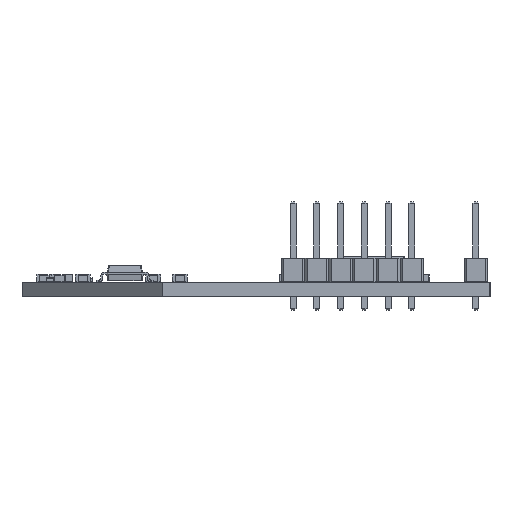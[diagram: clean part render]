
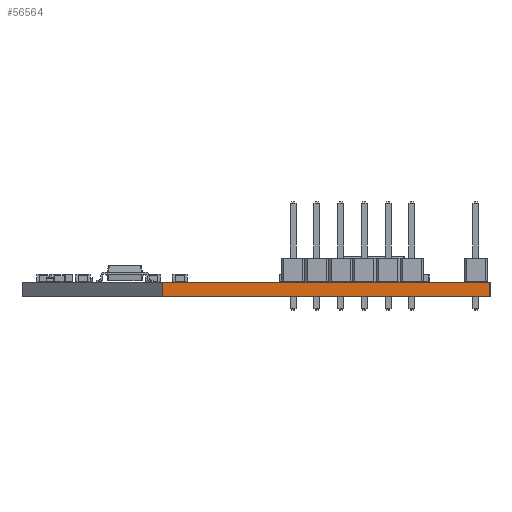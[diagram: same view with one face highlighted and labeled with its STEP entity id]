
A CAD part, left-side view. The second image highlights one B-rep face of the part: STEP entity #56564.
In plain terms, the highlighted planar face has unit normal (-1, 0, 0).
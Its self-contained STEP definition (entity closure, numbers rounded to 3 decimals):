
#54625 = VERTEX_POINT('',#54626);
#54626 = CARTESIAN_POINT('',(60.5,-129.5,0.));
#54632 = EDGE_CURVE('',#54633,#54625,#54635,.T.);
#54633 = VERTEX_POINT('',#54634);
#54634 = CARTESIAN_POINT('',(60.5,-164.5,0.));
#54635 = LINE('',#54636,#54637);
#54636 = CARTESIAN_POINT('',(60.5,-164.5,0.));
#54637 = VECTOR('',#54638,1.);
#54638 = DIRECTION('',(0.,1.,0.));
#55581 = VERTEX_POINT('',#55582);
#55582 = CARTESIAN_POINT('',(60.5,-129.5,1.51));
#55588 = EDGE_CURVE('',#55589,#55581,#55591,.T.);
#55589 = VERTEX_POINT('',#55590);
#55590 = CARTESIAN_POINT('',(60.5,-164.5,1.51));
#55591 = LINE('',#55592,#55593);
#55592 = CARTESIAN_POINT('',(60.5,-164.5,1.51));
#55593 = VECTOR('',#55594,1.);
#55594 = DIRECTION('',(0.,1.,0.));
#56534 = EDGE_CURVE('',#54625,#55581,#56535,.T.);
#56535 = LINE('',#56536,#56537);
#56536 = CARTESIAN_POINT('',(60.5,-129.5,0.));
#56537 = VECTOR('',#56538,1.);
#56538 = DIRECTION('',(0.,0.,1.));
#56564 = ADVANCED_FACE('',(#56565),#56576,.T.);
#56565 = FACE_BOUND('',#56566,.T.);
#56566 = EDGE_LOOP('',(#56567,#56573,#56574,#56575));
#56567 = ORIENTED_EDGE('',*,*,#56568,.T.);
#56568 = EDGE_CURVE('',#54633,#55589,#56569,.T.);
#56569 = LINE('',#56570,#56571);
#56570 = CARTESIAN_POINT('',(60.5,-164.5,0.));
#56571 = VECTOR('',#56572,1.);
#56572 = DIRECTION('',(0.,0.,1.));
#56573 = ORIENTED_EDGE('',*,*,#55588,.T.);
#56574 = ORIENTED_EDGE('',*,*,#56534,.F.);
#56575 = ORIENTED_EDGE('',*,*,#54632,.F.);
#56576 = PLANE('',#56577);
#56577 = AXIS2_PLACEMENT_3D('',#56578,#56579,#56580);
#56578 = CARTESIAN_POINT('',(60.5,-164.5,0.));
#56579 = DIRECTION('',(-1.,0.,0.));
#56580 = DIRECTION('',(0.,1.,0.));
